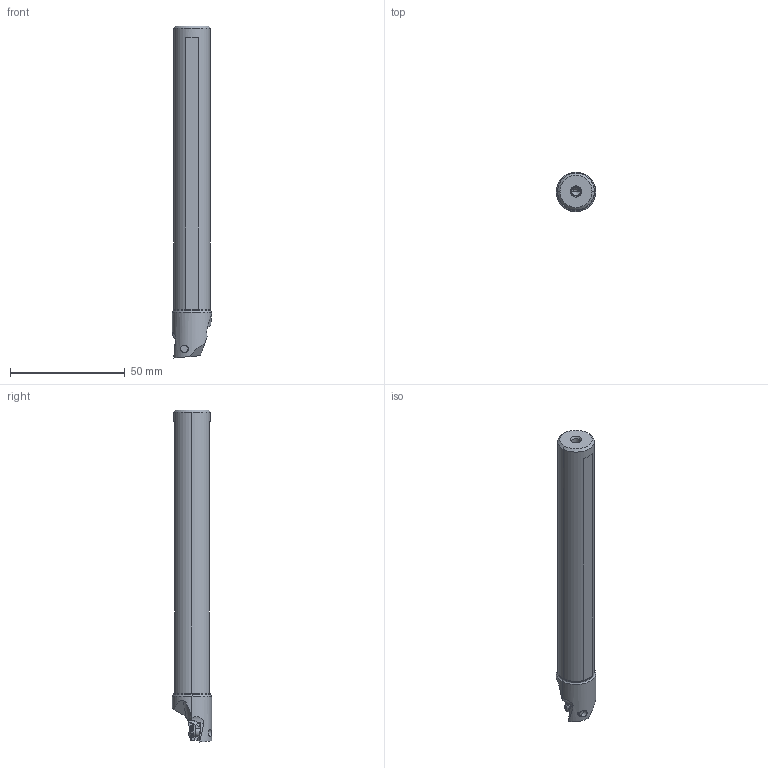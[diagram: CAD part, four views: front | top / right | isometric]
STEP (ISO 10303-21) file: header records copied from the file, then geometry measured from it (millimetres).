
FILE_DESCRIPTION(/* description */ (''),/* implementation_level */ '2;1');
FILE_NAME(/* name */ 'FSCLP1816R-09E-2-3.stp',/* time_stamp */ '2022-01-20T10:03:44+09:00',/* author */ (''),/* organization */ (''),/* preprocessor_version */ 'ST-DEVELOPER v16',/* originating_system */ 'SIEMENS PLM Software NX 10.0',/* authorisation */ '');
FILE_SCHEMA (('AUTOMOTIVE_DESIGN { 1 0 10303 214 3 1 1 1 }'));
Length unit declared in the file: millimetre
Products named in the file (1): FSCLP1816R-09E-2-3_ASM
Bounding box: 17.12 x 17.12 x 144.42 mm (x, y, z)
Volume: 25498.2 mm3; surface area: 9336.2 mm2
Topology: 2 solids, 2 shells, 112 faces, 308 edges, 199 vertices
Faces by surface type: cylinder 43, plane 33, cone 21, torus 11, sphere 4
Entity records: 4195 total; most frequent: CARTESIAN_POINT 1279, ORIENTED_EDGE 604, DIRECTION 604, EDGE_CURVE 302, AXIS2_PLACEMENT_3D 254, VERTEX_POINT 196, EDGE_LOOP 118, ADVANCED_FACE 112
